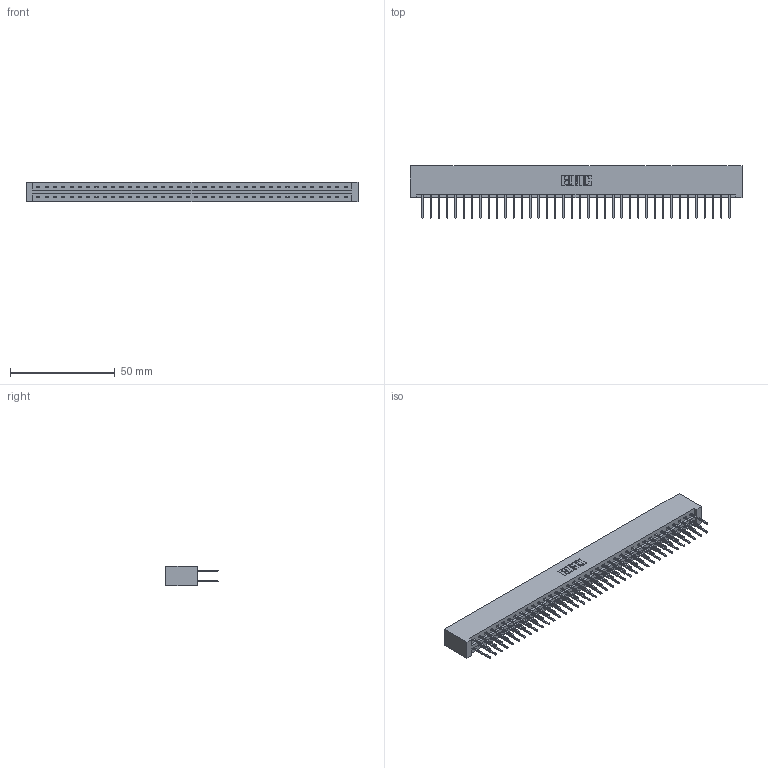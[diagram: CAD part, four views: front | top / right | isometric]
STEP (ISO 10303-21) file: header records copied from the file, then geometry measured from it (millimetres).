
FILE_DESCRIPTION (( 'STEP AP203' ), '1' );
FILE_NAME ('387-076-523-201.STEP', '2019-10-22T03:12:41', ( '' ), ( '' ), 'SwSTEP 2.0', 'SolidWorks 2016', '' );
FILE_SCHEMA (( 'CONFIG_CONTROL_DESIGN' ));
Length unit declared in the file: inch
Products named in the file (3): 345-292-001_345-293-123; 387-076-523-201; 337 Part_No Mounting Lugs
Assembly tree (77 placements, depth 2):
  387-076-523-201
    337 Part_No Mounting Lugs
    345-292-001_345-293-123  x76
Bounding box: 158.45 x 25.15 x 9.4 mm (x, y, z)
Volume: 17561.5 mm3; surface area: 20610.8 mm2
Topology: 77 solids, 77 shells, 4210 faces, 12523 edges, 8246 vertices
Faces by surface type: plane 2954, cylinder 1256
Entity records: 29721 total; most frequent: CARTESIAN_POINT 5010, ORIENTED_EDGE 4946, DIRECTION 4261, EDGE_CURVE 2473, VECTOR 2353, LINE 2353, VERTEX_POINT 1646, AXIS2_PLACEMENT_3D 954
